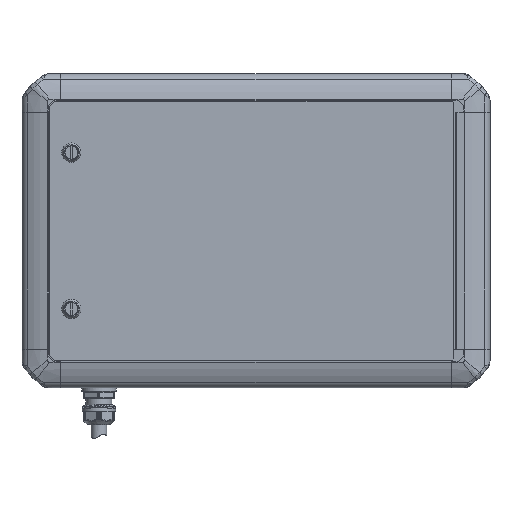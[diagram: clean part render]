
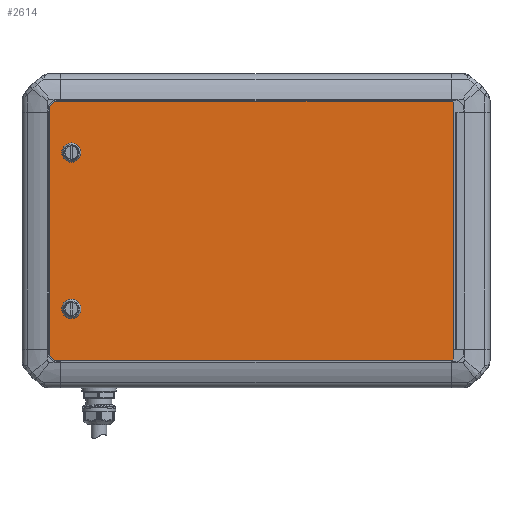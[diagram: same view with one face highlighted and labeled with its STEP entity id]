
A CAD part, top view. The second image highlights one B-rep face of the part: STEP entity #2614.
In plain terms, the highlighted planar face has unit normal (0, 0, 1).
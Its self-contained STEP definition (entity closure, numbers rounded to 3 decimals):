
#561 = CARTESIAN_POINT ( 'NONE',  ( -157.5, 97., 2. ) ) ;
#1000 = CARTESIAN_POINT ( 'NONE',  ( -140.5, -53.5, 2. ) ) ;
#2215 = DIRECTION ( 'NONE',  ( 0., 0., 1. ) ) ;
#2266 = DIRECTION ( 'NONE',  ( -1., 0., 0. ) ) ;
#2473 = DIRECTION ( 'NONE',  ( 0., 0., 1. ) ) ;
#2614 = ADVANCED_FACE ( 'NONE', ( #7660, #41307, #19828 ), #28328, .T. ) ;
#2743 = ORIENTED_EDGE ( 'NONE', *, *, #48882, .F. ) ;
#3668 = CARTESIAN_POINT ( 'NONE',  ( -140.5, 61., 2. ) ) ;
#4569 = DIRECTION ( 'NONE',  ( 0., 1., 0. ) ) ;
#6699 = ORIENTED_EDGE ( 'NONE', *, *, #50598, .T. ) ;
#6905 = DIRECTION ( 'NONE',  ( 0., 0., 1. ) ) ;
#7277 = CARTESIAN_POINT ( 'NONE',  ( -140.5, -61., 2. ) ) ;
#7660 = FACE_BOUND ( 'NONE', #22611, .T. ) ;
#7897 = CARTESIAN_POINT ( 'NONE',  ( -157.5, 101., 2. ) ) ;
#8210 = VERTEX_POINT ( 'NONE', #48317 ) ;
#8458 = ORIENTED_EDGE ( 'NONE', *, *, #26188, .T. ) ;
#8498 = VECTOR ( 'NONE', #4569, 1000. ) ;
#9585 = CARTESIAN_POINT ( 'NONE',  ( 157.5, -100., 2. ) ) ;
#11022 = CIRCLE ( 'NONE', #55220, 7.5 ) ;
#11584 = CIRCLE ( 'NONE', #29605, 7.5 ) ;
#11798 = CARTESIAN_POINT ( 'NONE',  ( 157.5, 100., 2. ) ) ;
#13937 = CARTESIAN_POINT ( 'NONE',  ( -157.5, -97., 2. ) ) ;
#15256 = VECTOR ( 'NONE', #36631, 1000. ) ;
#15287 = EDGE_CURVE ( 'NONE', #25929, #32879, #53850, .T. ) ;
#15418 = CIRCLE ( 'NONE', #47004, 7.5 ) ;
#15590 = DIRECTION ( 'NONE',  ( 0., 0., 1. ) ) ;
#15849 = LINE ( 'NONE', #7897, #27441 ) ;
#17010 = CARTESIAN_POINT ( 'NONE',  ( 157.5, 101., 2. ) ) ;
#19177 = CARTESIAN_POINT ( 'NONE',  ( -140.5, -61., 2. ) ) ;
#19209 = ORIENTED_EDGE ( 'NONE', *, *, #44260, .T. ) ;
#19458 = DIRECTION ( 'NONE',  ( 0., 1., 0. ) ) ;
#19828 = FACE_BOUND ( 'NONE', #43885, .T. ) ;
#20094 = CARTESIAN_POINT ( 'NONE',  ( -256.5, -2., 2. ) ) ;
#22082 = CARTESIAN_POINT ( 'NONE',  ( -153.5, 101., 2. ) ) ;
#22611 = EDGE_LOOP ( 'NONE', ( #2743, #52445 ) ) ;
#22645 = VERTEX_POINT ( 'NONE', #22082 ) ;
#23191 = LINE ( 'NONE', #44936, #44994 ) ;
#23706 = EDGE_CURVE ( 'NONE', #31516, #48797, #11022, .T. ) ;
#24619 = LINE ( 'NONE', #20094, #51555 ) ;
#24826 = CARTESIAN_POINT ( 'NONE',  ( -155.5, -99., 2. ) ) ;
#24901 = DIRECTION ( 'NONE',  ( 1., 0., 0. ) ) ;
#25929 = VERTEX_POINT ( 'NONE', #41578 ) ;
#25981 = ORIENTED_EDGE ( 'NONE', *, *, #55695, .T. ) ;
#26188 = EDGE_CURVE ( 'NONE', #49455, #47936, #15849, .T. ) ;
#26822 = ORIENTED_EDGE ( 'NONE', *, *, #15287, .T. ) ;
#26870 = CARTESIAN_POINT ( 'NONE',  ( 156.5, 101., 2. ) ) ;
#27066 = DIRECTION ( 'NONE',  ( 0.707, 0.707, 0. ) ) ;
#27441 = VECTOR ( 'NONE', #54565, 1000. ) ;
#28289 = CARTESIAN_POINT ( 'NONE',  ( 100.5, 157., 2. ) ) ;
#28328 = PLANE ( 'NONE',  #54326 ) ;
#28420 = CARTESIAN_POINT ( 'NONE',  ( -140.5, 61., 2. ) ) ;
#29276 = VECTOR ( 'NONE', #27066, 1000. ) ;
#29605 = AXIS2_PLACEMENT_3D ( 'NONE', #19177, #2215, #45471 ) ;
#29630 = CARTESIAN_POINT ( 'NONE',  ( 156.5, -101., 2. ) ) ;
#30742 = VECTOR ( 'NONE', #51360, 1000. ) ;
#31308 = LINE ( 'NONE', #48557, #29276 ) ;
#31516 = VERTEX_POINT ( 'NONE', #35039 ) ;
#32288 = ORIENTED_EDGE ( 'NONE', *, *, #50792, .F. ) ;
#32879 = VERTEX_POINT ( 'NONE', #29630 ) ;
#32886 = ORIENTED_EDGE ( 'NONE', *, *, #23706, .F. ) ;
#33268 = EDGE_CURVE ( 'NONE', #32879, #46767, #31308, .T. ) ;
#33380 = DIRECTION ( 'NONE',  ( -0.707, -0.707, 0. ) ) ;
#33937 = DIRECTION ( 'NONE',  ( 0., 1., 0. ) ) ;
#33944 = ORIENTED_EDGE ( 'NONE', *, *, #33268, .T. ) ;
#35039 = CARTESIAN_POINT ( 'NONE',  ( -140.5, -68.5, 2. ) ) ;
#35910 = EDGE_CURVE ( 'NONE', #22645, #49455, #24619, .T. ) ;
#36410 = VECTOR ( 'NONE', #53980, 1000. ) ;
#36631 = DIRECTION ( 'NONE',  ( 1., 0., 0. ) ) ;
#36911 = EDGE_LOOP ( 'NONE', ( #8458, #42426, #26822, #33944, #25981, #19209, #6699, #53633 ) ) ;
#37209 = EDGE_CURVE ( 'NONE', #47936, #25929, #46312, .T. ) ;
#39626 = LINE ( 'NONE', #17010, #8498 ) ;
#41307 = FACE_OUTER_BOUND ( 'NONE', #36911, .T. ) ;
#41578 = CARTESIAN_POINT ( 'NONE',  ( -153.5, -101., 2. ) ) ;
#42426 = ORIENTED_EDGE ( 'NONE', *, *, #37209, .T. ) ;
#42900 = CARTESIAN_POINT ( 'NONE',  ( -140.5, 53.5, 2. ) ) ;
#43680 = VERTEX_POINT ( 'NONE', #42900 ) ;
#43885 = EDGE_LOOP ( 'NONE', ( #32288, #32886 ) ) ;
#44235 = VERTEX_POINT ( 'NONE', #26870 ) ;
#44260 = EDGE_CURVE ( 'NONE', #50968, #44235, #49216, .T. ) ;
#44936 = CARTESIAN_POINT ( 'NONE',  ( -157.5, 101., 2. ) ) ;
#44994 = VECTOR ( 'NONE', #2266, 1000. ) ;
#45471 = DIRECTION ( 'NONE',  ( 0., 1., 0. ) ) ;
#46312 = LINE ( 'NONE', #24826, #30742 ) ;
#46669 = EDGE_CURVE ( 'NONE', #43680, #8210, #54968, .T. ) ;
#46767 = VERTEX_POINT ( 'NONE', #9585 ) ;
#47004 = AXIS2_PLACEMENT_3D ( 'NONE', #28420, #6905, #54659 ) ;
#47936 = VERTEX_POINT ( 'NONE', #13937 ) ;
#48317 = CARTESIAN_POINT ( 'NONE',  ( -140.5, 68.5, 2. ) ) ;
#48557 = CARTESIAN_POINT ( 'NONE',  ( -0.5, -258., 2. ) ) ;
#48797 = VERTEX_POINT ( 'NONE', #1000 ) ;
#48882 = EDGE_CURVE ( 'NONE', #8210, #43680, #15418, .T. ) ;
#49216 = LINE ( 'NONE', #28289, #36410 ) ;
#49455 = VERTEX_POINT ( 'NONE', #561 ) ;
#50598 = EDGE_CURVE ( 'NONE', #44235, #22645, #23191, .T. ) ;
#50608 = DIRECTION ( 'NONE',  ( 0., 0., 1. ) ) ;
#50792 = EDGE_CURVE ( 'NONE', #48797, #31516, #11584, .T. ) ;
#50908 = CARTESIAN_POINT ( 'NONE',  ( -157.5, -101., 2. ) ) ;
#50968 = VERTEX_POINT ( 'NONE', #11798 ) ;
#51360 = DIRECTION ( 'NONE',  ( 0.707, -0.707, 0. ) ) ;
#51555 = VECTOR ( 'NONE', #33380, 1000. ) ;
#52273 = AXIS2_PLACEMENT_3D ( 'NONE', #3668, #50608, #33937 ) ;
#52445 = ORIENTED_EDGE ( 'NONE', *, *, #46669, .F. ) ;
#53633 = ORIENTED_EDGE ( 'NONE', *, *, #35910, .T. ) ;
#53850 = LINE ( 'NONE', #54124, #15256 ) ;
#53980 = DIRECTION ( 'NONE',  ( -0.707, 0.707, 0. ) ) ;
#54124 = CARTESIAN_POINT ( 'NONE',  ( -157.5, -101., 2. ) ) ;
#54326 = AXIS2_PLACEMENT_3D ( 'NONE', #50908, #15590, #24901 ) ;
#54565 = DIRECTION ( 'NONE',  ( 0., -1., 0. ) ) ;
#54659 = DIRECTION ( 'NONE',  ( 0., 1., 0. ) ) ;
#54968 = CIRCLE ( 'NONE', #52273, 7.5 ) ;
#55220 = AXIS2_PLACEMENT_3D ( 'NONE', #7277, #2473, #19458 ) ;
#55695 = EDGE_CURVE ( 'NONE', #46767, #50968, #39626, .T. ) ;
